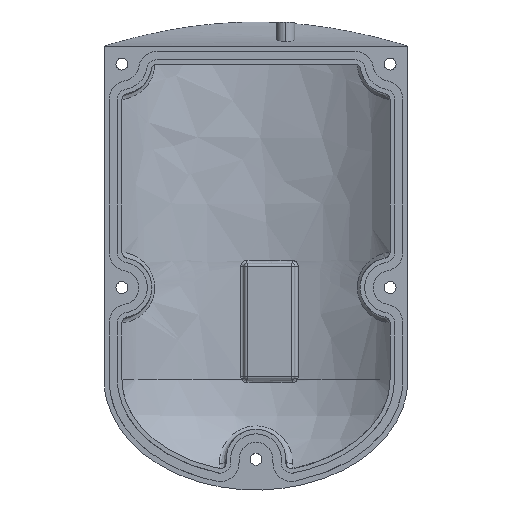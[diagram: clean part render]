
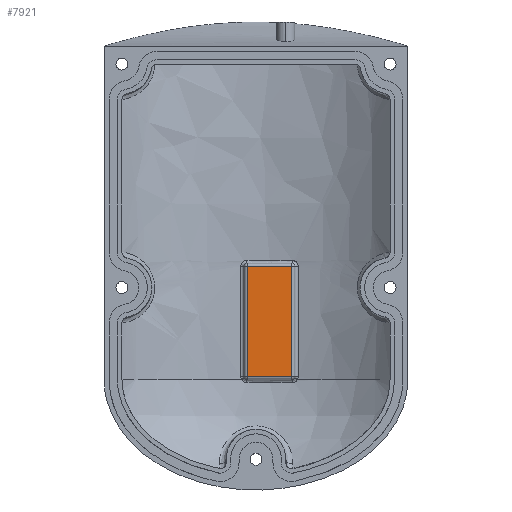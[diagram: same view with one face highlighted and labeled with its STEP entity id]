
A CAD part, left-side view. The second image highlights one B-rep face of the part: STEP entity #7921.
In plain terms, the highlighted planar face has unit normal (-1, 0, 0).
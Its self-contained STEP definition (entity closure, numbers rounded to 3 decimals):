
#60 = VERTEX_POINT ( 'NONE', #2489 ) ;
#169 = EDGE_CURVE ( 'NONE', #2461, #615, #1023, .T. ) ;
#237 = EDGE_CURVE ( 'NONE', #60, #930, #8391, .T. ) ;
#243 = DIRECTION ( 'NONE',  ( 0., 0., -1. ) ) ;
#254 = EDGE_LOOP ( 'NONE', ( #1208, #3462, #911, #5690 ) ) ;
#615 = VERTEX_POINT ( 'NONE', #7131 ) ;
#911 = ORIENTED_EDGE ( 'NONE', *, *, #3240, .F. ) ;
#930 = VERTEX_POINT ( 'NONE', #2511 ) ;
#1023 = LINE ( 'NONE', #5309, #6865 ) ;
#1113 = DIRECTION ( 'NONE',  ( 0., 0., -1. ) ) ;
#1208 = ORIENTED_EDGE ( 'NONE', *, *, #4041, .F. ) ;
#1644 = CARTESIAN_POINT ( 'NONE',  ( 20., 0., 0. ) ) ;
#1850 = CARTESIAN_POINT ( 'NONE',  ( 20., 3., 0. ) ) ;
#2461 = VERTEX_POINT ( 'NONE', #6179 ) ;
#2489 = CARTESIAN_POINT ( 'NONE',  ( 20., 3., -119. ) ) ;
#2511 = CARTESIAN_POINT ( 'NONE',  ( 20., 3., -82. ) ) ;
#2735 = VECTOR ( 'NONE', #5524, 1000. ) ;
#3240 = EDGE_CURVE ( 'NONE', #615, #60, #7266, .T. ) ;
#3447 = AXIS2_PLACEMENT_3D ( 'NONE', #1644, #5748, #243 ) ;
#3462 = ORIENTED_EDGE ( 'NONE', *, *, #237, .F. ) ;
#4041 = EDGE_CURVE ( 'NONE', #930, #2461, #4597, .T. ) ;
#4597 = LINE ( 'NONE', #6916, #2735 ) ;
#4750 = VECTOR ( 'NONE', #6774, 1000. ) ;
#5309 = CARTESIAN_POINT ( 'NONE',  ( 20., -12., 0. ) ) ;
#5524 = DIRECTION ( 'NONE',  ( 0., -1., 0. ) ) ;
#5690 = ORIENTED_EDGE ( 'NONE', *, *, #169, .F. ) ;
#5748 = DIRECTION ( 'NONE',  ( -1., 0., 0. ) ) ;
#5762 = CARTESIAN_POINT ( 'NONE',  ( 20., 0., -119. ) ) ;
#6029 = FACE_OUTER_BOUND ( 'NONE', #254, .T. ) ;
#6179 = CARTESIAN_POINT ( 'NONE',  ( 20., -12., -82. ) ) ;
#6266 = VECTOR ( 'NONE', #7875, 1000. ) ;
#6461 = PLANE ( 'NONE',  #3447 ) ;
#6774 = DIRECTION ( 'NONE',  ( 0., 0., 1. ) ) ;
#6865 = VECTOR ( 'NONE', #1113, 1000. ) ;
#6916 = CARTESIAN_POINT ( 'NONE',  ( 20., 0., -82. ) ) ;
#7131 = CARTESIAN_POINT ( 'NONE',  ( 20., -12., -119. ) ) ;
#7266 = LINE ( 'NONE', #5762, #6266 ) ;
#7875 = DIRECTION ( 'NONE',  ( 0., 1., 0. ) ) ;
#7921 = ADVANCED_FACE ( 'NONE', ( #6029 ), #6461, .T. ) ;
#8391 = LINE ( 'NONE', #1850, #4750 ) ;
